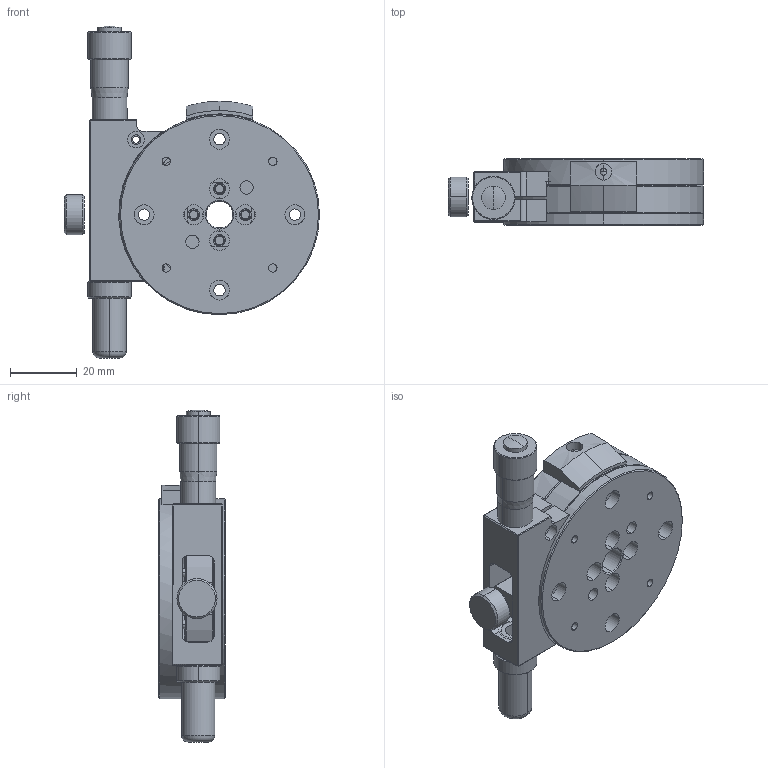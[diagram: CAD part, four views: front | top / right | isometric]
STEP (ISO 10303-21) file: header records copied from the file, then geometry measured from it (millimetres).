
FILE_DESCRIPTION (( 'STEP AP203' ), '1' );
FILE_NAME ('517710.STEP', '2025-07-09T02:01:23', ( '' ), ( '' ), 'SwSTEP 2.0', 'SolidWorks 2020', '' );
FILE_SCHEMA (( 'CONFIG_CONTROL_DESIGN' ));
Length unit declared in the file: millimetre
Products named in the file (1): 517710
Bounding box: 76.5 x 20 x 99.6 mm (x, y, z)
Surface area: 21300.3 mm2 (no closed solid volume)
Topology: 0 solids, 16 shells, 221 faces, 698 edges, 491 vertices
Faces by surface type: cylinder 103, plane 76, cone 34, torus 8
Entity records: 11859 total; most frequent: CARTESIAN_POINT 5638, DIRECTION 1294, ORIENTED_EDGE 1137, EDGE_CURVE 693, AXIS2_PLACEMENT_3D 496, VERTEX_POINT 491, VECTOR 302, LINE 302
